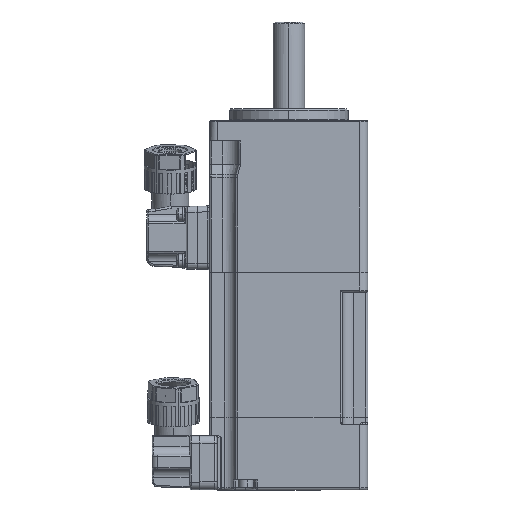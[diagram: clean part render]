
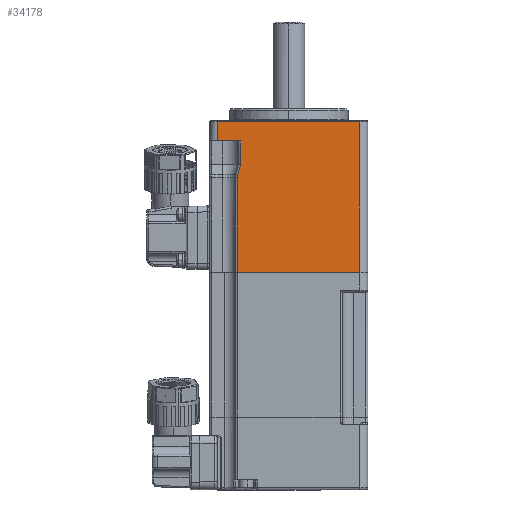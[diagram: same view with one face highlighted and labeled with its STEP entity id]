
A CAD part, top view. The second image highlights one B-rep face of the part: STEP entity #34178.
In plain terms, the highlighted planar face has unit normal (0, 0, 1).
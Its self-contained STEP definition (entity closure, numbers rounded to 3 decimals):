
#505 = EDGE_CURVE ( 'NONE', #25133, #24862, #9592, .T. ) ;
#2238 = CARTESIAN_POINT ( 'NONE',  ( -18.14, 33.368, 20. ) ) ;
#2435 = LINE ( 'NONE', #7754, #3360 ) ;
#2806 = DIRECTION ( 'NONE',  ( 1., 0., 0. ) ) ;
#2930 = EDGE_CURVE ( 'NONE', #48352, #54145, #53291, .T. ) ;
#3067 = DIRECTION ( 'NONE',  ( -1., 0., 0. ) ) ;
#3360 = VECTOR ( 'NONE', #17113, 1000. ) ;
#4000 = VERTEX_POINT ( 'NONE', #50620 ) ;
#7754 = CARTESIAN_POINT ( 'NONE',  ( -8.935, 38.862, 20. ) ) ;
#8288 = VERTEX_POINT ( 'NONE', #57646 ) ;
#8667 = EDGE_CURVE ( 'NONE', #28751, #25133, #17412, .T. ) ;
#9217 = ORIENTED_EDGE ( 'NONE', *, *, #46870, .T. ) ;
#9592 = LINE ( 'NONE', #47118, #44846 ) ;
#11079 = ORIENTED_EDGE ( 'NONE', *, *, #56099, .T. ) ;
#12952 = ORIENTED_EDGE ( 'NONE', *, *, #22845, .T. ) ;
#13592 = DIRECTION ( 'NONE',  ( -1., 0., 0. ) ) ;
#17113 = DIRECTION ( 'NONE',  ( -0.27, -0.963, 0. ) ) ;
#17412 = LINE ( 'NONE', #22161, #38803 ) ;
#19191 = DIRECTION ( 'NONE',  ( 0., -1., 0. ) ) ;
#22161 = CARTESIAN_POINT ( 'NONE',  ( -18., 38.2, 20. ) ) ;
#22845 = EDGE_CURVE ( 'NONE', #4000, #8288, #44353, .T. ) ;
#23939 = CARTESIAN_POINT ( 'NONE',  ( -12.163, 25.546, 20. ) ) ;
#23989 = CARTESIAN_POINT ( 'NONE',  ( -18., 41.4, 20. ) ) ;
#24621 = ORIENTED_EDGE ( 'NONE', *, *, #26097, .F. ) ;
#24862 = VERTEX_POINT ( 'NONE', #30008 ) ;
#25133 = VERTEX_POINT ( 'NONE', #55552 ) ;
#26077 = LINE ( 'NONE', #2238, #47834 ) ;
#26097 = EDGE_CURVE ( 'NONE', #28751, #27749, #42714, .T. ) ;
#26292 = ORIENTED_EDGE ( 'NONE', *, *, #48765, .T. ) ;
#26992 = VECTOR ( 'NONE', #19191, 1000. ) ;
#27749 = VERTEX_POINT ( 'NONE', #46202 ) ;
#28751 = VERTEX_POINT ( 'NONE', #31850 ) ;
#30008 = CARTESIAN_POINT ( 'NONE',  ( -18., 33.365, 20. ) ) ;
#30740 = EDGE_CURVE ( 'NONE', #54145, #4000, #2435, .T. ) ;
#31850 = CARTESIAN_POINT ( 'NONE',  ( 18., 38.2, 20. ) ) ;
#32510 = DIRECTION ( 'NONE',  ( 0., -1., 0. ) ) ;
#32719 = DIRECTION ( 'NONE',  ( 0., -1., 0. ) ) ;
#34178 = ADVANCED_FACE ( 'NONE', ( #46376 ), #42077, .F. ) ;
#36028 = DIRECTION ( 'NONE',  ( 1., -0.017, 0. ) ) ;
#37117 = DIRECTION ( 'NONE',  ( -1., 0., 0. ) ) ;
#37246 = ORIENTED_EDGE ( 'NONE', *, *, #2930, .T. ) ;
#38156 = CARTESIAN_POINT ( 'NONE',  ( -13., 41.4, 20. ) ) ;
#38803 = VECTOR ( 'NONE', #3067, 1000. ) ;
#39445 = CARTESIAN_POINT ( 'NONE',  ( -12.163, 27.331, 20. ) ) ;
#40971 = VECTOR ( 'NONE', #32510, 1000. ) ;
#41263 = CARTESIAN_POINT ( 'NONE',  ( -18., 0., 20. ) ) ;
#41547 = LINE ( 'NONE', #41263, #59812 ) ;
#41760 = DIRECTION ( 'NONE',  ( 0., -1., 0. ) ) ;
#42077 = PLANE ( 'NONE',  #59018 ) ;
#42714 = LINE ( 'NONE', #61789, #43840 ) ;
#42780 = EDGE_LOOP ( 'NONE', ( #24621, #46105, #46909, #9217, #37246, #52705, #12952, #26292, #11079 ) ) ;
#43028 = DIRECTION ( 'NONE',  ( 0., 0., -1. ) ) ;
#43120 = LINE ( 'NONE', #38156, #40971 ) ;
#43840 = VECTOR ( 'NONE', #32719, 1000. ) ;
#44353 = CIRCLE ( 'NONE', #47502, 2.5 ) ;
#44846 = VECTOR ( 'NONE', #41760, 1000. ) ;
#46105 = ORIENTED_EDGE ( 'NONE', *, *, #8667, .T. ) ;
#46202 = CARTESIAN_POINT ( 'NONE',  ( 18., 0., 20. ) ) ;
#46376 = FACE_OUTER_BOUND ( 'NONE', #42780, .T. ) ;
#46457 = CARTESIAN_POINT ( 'NONE',  ( -12.163, 33.263, 20. ) ) ;
#46870 = EDGE_CURVE ( 'NONE', #24862, #48352, #26077, .T. ) ;
#46909 = ORIENTED_EDGE ( 'NONE', *, *, #505, .T. ) ;
#47118 = CARTESIAN_POINT ( 'NONE',  ( -18., 41.4, 20. ) ) ;
#47502 = AXIS2_PLACEMENT_3D ( 'NONE', #60246, #51786, #37117 ) ;
#47834 = VECTOR ( 'NONE', #36028, 1000. ) ;
#48352 = VERTEX_POINT ( 'NONE', #46457 ) ;
#48765 = EDGE_CURVE ( 'NONE', #8288, #51590, #43120, .T. ) ;
#50620 = CARTESIAN_POINT ( 'NONE',  ( -12.907, 24.674, 20. ) ) ;
#51590 = VERTEX_POINT ( 'NONE', #59310 ) ;
#51786 = DIRECTION ( 'NONE',  ( 0., 0., 1. ) ) ;
#52705 = ORIENTED_EDGE ( 'NONE', *, *, #30740, .T. ) ;
#53291 = LINE ( 'NONE', #23939, #26992 ) ;
#54145 = VERTEX_POINT ( 'NONE', #39445 ) ;
#55552 = CARTESIAN_POINT ( 'NONE',  ( -18., 38.2, 20. ) ) ;
#56099 = EDGE_CURVE ( 'NONE', #51590, #27749, #41547, .T. ) ;
#57646 = CARTESIAN_POINT ( 'NONE',  ( -13., 24., 20. ) ) ;
#59018 = AXIS2_PLACEMENT_3D ( 'NONE', #23989, #43028, #13592 ) ;
#59310 = CARTESIAN_POINT ( 'NONE',  ( -13., 0., 20. ) ) ;
#59812 = VECTOR ( 'NONE', #2806, 1000. ) ;
#60246 = CARTESIAN_POINT ( 'NONE',  ( -10.5, 24., 20. ) ) ;
#61789 = CARTESIAN_POINT ( 'NONE',  ( 18., 41.4, 20. ) ) ;
